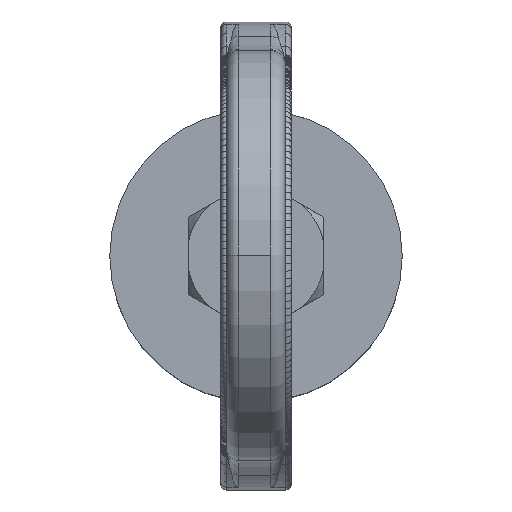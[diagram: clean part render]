
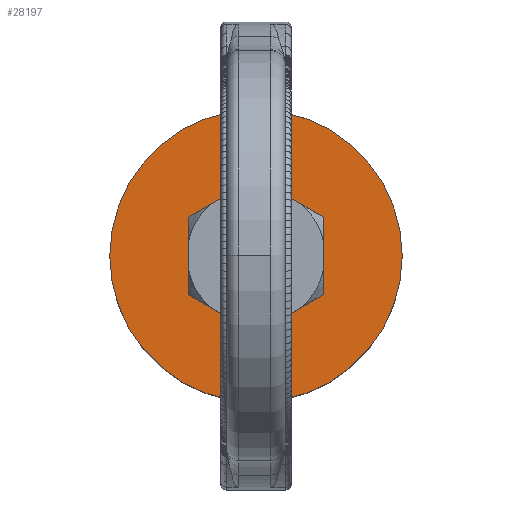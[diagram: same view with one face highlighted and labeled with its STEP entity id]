
A CAD part, top view. The second image highlights one B-rep face of the part: STEP entity #28197.
In plain terms, the highlighted planar face has unit normal (0, 0, 1).
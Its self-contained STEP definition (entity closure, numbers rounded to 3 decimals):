
#27060=CARTESIAN_POINT('Vertex',(33.,13.279,-89.51)) ;
#27063=CARTESIAN_POINT('Line Origine',(21.5,19.919,-89.51)) ;
#27067=CARTESIAN_POINT('Vertex',(10.,26.558,-89.51)) ;
#27093=CARTESIAN_POINT('Vertex',(33.,-13.279,-89.51)) ;
#27096=CARTESIAN_POINT('Line Origine',(33.,0.,-89.51)) ;
#27119=CARTESIAN_POINT('Vertex',(10.,-26.558,-89.51)) ;
#27122=CARTESIAN_POINT('Line Origine',(21.5,-19.919,-89.51)) ;
#27145=CARTESIAN_POINT('Vertex',(-13.,-13.279,-89.51)) ;
#27148=CARTESIAN_POINT('Line Origine',(-1.5,-19.919,-89.51)) ;
#27171=CARTESIAN_POINT('Vertex',(-13.,13.279,-89.51)) ;
#27174=CARTESIAN_POINT('Line Origine',(-13.,0.,-89.51)) ;
#27193=CARTESIAN_POINT('Line Origine',(-1.5,19.919,-89.51)) ;
#28166=CARTESIAN_POINT('Axis2P3D Location',(0.,0.,-89.51)) ;
#28171=CARTESIAN_POINT('Axis2P3D Location',(10.,0.,-89.51)) ;
#28175=CARTESIAN_POINT('Vertex',(60.,0.,-89.51)) ;
#28177=CARTESIAN_POINT('Vertex',(-40.,0.,-89.51)) ;
#28180=CARTESIAN_POINT('Axis2P3D Location',(10.,0.,-89.51)) ;
#27064=DIRECTION('Vector Direction',(-0.866,0.5,0.)) ;
#27097=DIRECTION('Vector Direction',(0.,1.,0.)) ;
#27123=DIRECTION('Vector Direction',(0.866,0.5,0.)) ;
#27149=DIRECTION('Vector Direction',(0.866,-0.5,0.)) ;
#27175=DIRECTION('Vector Direction',(0.,-1.,0.)) ;
#27194=DIRECTION('Vector Direction',(-0.866,-0.5,0.)) ;
#28167=DIRECTION('Axis2P3D Direction',(0.,0.,1.)) ;
#28168=DIRECTION('Axis2P3D XDirection',(1.,0.,0.)) ;
#28172=DIRECTION('Axis2P3D Direction',(0.,0.,1.)) ;
#28181=DIRECTION('Axis2P3D Direction',(0.,0.,1.)) ;
#28169=AXIS2_PLACEMENT_3D('Plane Axis2P3D',#28166,#28167,#28168) ;
#28173=AXIS2_PLACEMENT_3D('Circle Axis2P3D',#28171,#28172,$) ;
#28182=AXIS2_PLACEMENT_3D('Circle Axis2P3D',#28180,#28181,$) ;
#28186=ORIENTED_EDGE('',*,*,#28179,.T.) ;
#28187=ORIENTED_EDGE('',*,*,#28184,.T.) ;
#28190=ORIENTED_EDGE('',*,*,#27069,.F.) ;
#28191=ORIENTED_EDGE('',*,*,#27100,.F.) ;
#28192=ORIENTED_EDGE('',*,*,#27126,.F.) ;
#28193=ORIENTED_EDGE('',*,*,#27152,.F.) ;
#28194=ORIENTED_EDGE('',*,*,#27178,.F.) ;
#28195=ORIENTED_EDGE('',*,*,#27197,.F.) ;
#28196=FACE_BOUND('',#28189,.T.) ;
#27065=VECTOR('Line Direction',#27064,1.) ;
#27098=VECTOR('Line Direction',#27097,1.) ;
#27124=VECTOR('Line Direction',#27123,1.) ;
#27150=VECTOR('Line Direction',#27149,1.) ;
#27176=VECTOR('Line Direction',#27175,1.) ;
#27195=VECTOR('Line Direction',#27194,1.) ;
#28197=ADVANCED_FACE('\X2\51434EF6672C9AD4\X0\',(#28188,#28196),#28170,.T.) ;
#28174=CIRCLE('generated circle',#28173,50.) ;
#28183=CIRCLE('generated circle',#28182,50.) ;
#27069=EDGE_CURVE('',#27061,#27068,#27066,.T.) ;
#27100=EDGE_CURVE('',#27094,#27061,#27099,.T.) ;
#27126=EDGE_CURVE('',#27120,#27094,#27125,.T.) ;
#27152=EDGE_CURVE('',#27146,#27120,#27151,.T.) ;
#27178=EDGE_CURVE('',#27172,#27146,#27177,.T.) ;
#27197=EDGE_CURVE('',#27068,#27172,#27196,.T.) ;
#28179=EDGE_CURVE('',#28176,#28178,#28174,.T.) ;
#28184=EDGE_CURVE('',#28178,#28176,#28183,.T.) ;
#28185=EDGE_LOOP('',(#28186,#28187)) ;
#28189=EDGE_LOOP('',(#28190,#28191,#28192,#28193,#28194,#28195)) ;
#28188=FACE_OUTER_BOUND('',#28185,.T.) ;
#27066=LINE('Line',#27063,#27065) ;
#27099=LINE('Line',#27096,#27098) ;
#27125=LINE('Line',#27122,#27124) ;
#27151=LINE('Line',#27148,#27150) ;
#27177=LINE('Line',#27174,#27176) ;
#27196=LINE('Line',#27193,#27195) ;
#28170=PLANE('',#28169) ;
#27061=VERTEX_POINT('',#27060) ;
#27068=VERTEX_POINT('',#27067) ;
#27094=VERTEX_POINT('',#27093) ;
#27120=VERTEX_POINT('',#27119) ;
#27146=VERTEX_POINT('',#27145) ;
#27172=VERTEX_POINT('',#27171) ;
#28176=VERTEX_POINT('',#28175) ;
#28178=VERTEX_POINT('',#28177) ;
